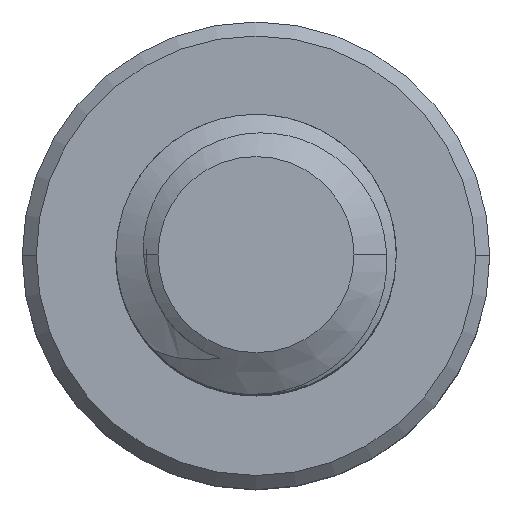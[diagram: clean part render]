
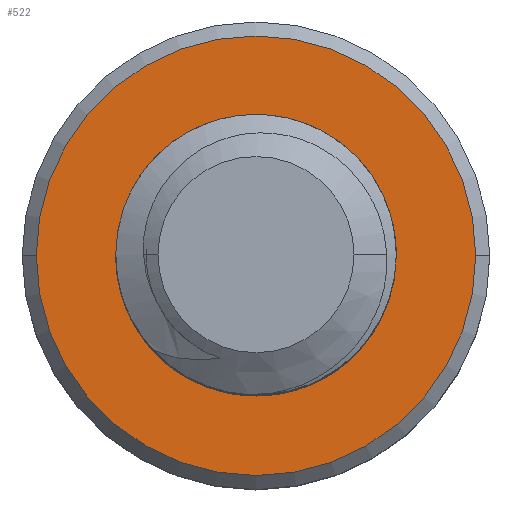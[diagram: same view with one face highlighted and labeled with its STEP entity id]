
A CAD part, top view. The second image highlights one B-rep face of the part: STEP entity #522.
In plain terms, the highlighted planar face has unit normal (0, 0, 1).
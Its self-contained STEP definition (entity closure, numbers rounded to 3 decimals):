
#134 = AXIS2_PLACEMENT_3D ( 'NONE', #1050, #2587, #3934 ) ;
#256 = FACE_BOUND ( 'NONE', #2279, .T. ) ;
#359 = EDGE_CURVE ( 'NONE', #5837, #2179, #2742, .T. ) ;
#522 = ADVANCED_FACE ( 'NONE', ( #256, #2176 ), #4143, .F. ) ;
#893 = DIRECTION ( 'NONE',  ( 1., 0., 0. ) ) ;
#997 = CARTESIAN_POINT ( 'NONE',  ( 0., 0., -14. ) ) ;
#1050 = CARTESIAN_POINT ( 'NONE',  ( 0., 0., -14. ) ) ;
#1061 = EDGE_CURVE ( 'NONE', #3955, #2011, #4284, .T. ) ;
#1083 = DIRECTION ( 'NONE',  ( -1., 0., 0. ) ) ;
#1197 = DIRECTION ( 'NONE',  ( 0., 0., -1. ) ) ;
#1227 = DIRECTION ( 'NONE',  ( -1., 0., 0. ) ) ;
#1294 = CIRCLE ( 'NONE', #4079, 3. ) ;
#1301 = EDGE_CURVE ( 'NONE', #2011, #3955, #2112, .T. ) ;
#1363 = ORIENTED_EDGE ( 'NONE', *, *, #1061, .T. ) ;
#2011 = VERTEX_POINT ( 'NONE', #2029 ) ;
#2029 = CARTESIAN_POINT ( 'NONE',  ( -4.7, 0., -14. ) ) ;
#2112 = CIRCLE ( 'NONE', #2222, 4.7 ) ;
#2158 = CARTESIAN_POINT ( 'NONE',  ( 3., 0., -14. ) ) ;
#2162 = EDGE_LOOP ( 'NONE', ( #4956, #1363 ) ) ;
#2176 = FACE_OUTER_BOUND ( 'NONE', #2162, .T. ) ;
#2179 = VERTEX_POINT ( 'NONE', #4049 ) ;
#2222 = AXIS2_PLACEMENT_3D ( 'NONE', #997, #3520, #1083 ) ;
#2279 = EDGE_LOOP ( 'NONE', ( #3885, #3487 ) ) ;
#2587 = DIRECTION ( 'NONE',  ( 0., 0., 1. ) ) ;
#2742 = CIRCLE ( 'NONE', #3051, 3. ) ;
#3051 = AXIS2_PLACEMENT_3D ( 'NONE', #5385, #5355, #4436 ) ;
#3388 = DIRECTION ( 'NONE',  ( 0., 0., 1. ) ) ;
#3487 = ORIENTED_EDGE ( 'NONE', *, *, #3911, .F. ) ;
#3520 = DIRECTION ( 'NONE',  ( 0., 0., 1. ) ) ;
#3885 = ORIENTED_EDGE ( 'NONE', *, *, #359, .F. ) ;
#3911 = EDGE_CURVE ( 'NONE', #2179, #5837, #1294, .T. ) ;
#3934 = DIRECTION ( 'NONE',  ( -1., 0., 0. ) ) ;
#3955 = VERTEX_POINT ( 'NONE', #5395 ) ;
#4049 = CARTESIAN_POINT ( 'NONE',  ( -3., 0., -14. ) ) ;
#4079 = AXIS2_PLACEMENT_3D ( 'NONE', #5332, #3388, #893 ) ;
#4143 = PLANE ( 'NONE',  #5631 ) ;
#4209 = CARTESIAN_POINT ( 'NONE',  ( 0., 0., -14. ) ) ;
#4284 = CIRCLE ( 'NONE', #134, 4.7 ) ;
#4436 = DIRECTION ( 'NONE',  ( 1., 0., 0. ) ) ;
#4956 = ORIENTED_EDGE ( 'NONE', *, *, #1301, .T. ) ;
#5332 = CARTESIAN_POINT ( 'NONE',  ( 0., 0., -14. ) ) ;
#5355 = DIRECTION ( 'NONE',  ( 0., 0., 1. ) ) ;
#5385 = CARTESIAN_POINT ( 'NONE',  ( 0., 0., -14. ) ) ;
#5395 = CARTESIAN_POINT ( 'NONE',  ( 4.7, 0., -14. ) ) ;
#5631 = AXIS2_PLACEMENT_3D ( 'NONE', #4209, #1197, #1227 ) ;
#5837 = VERTEX_POINT ( 'NONE', #2158 ) ;
